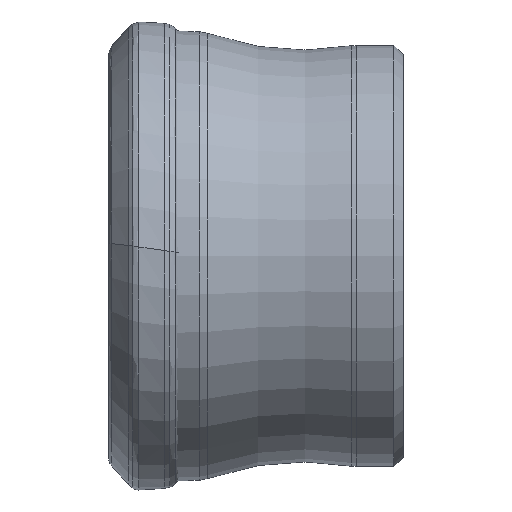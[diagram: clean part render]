
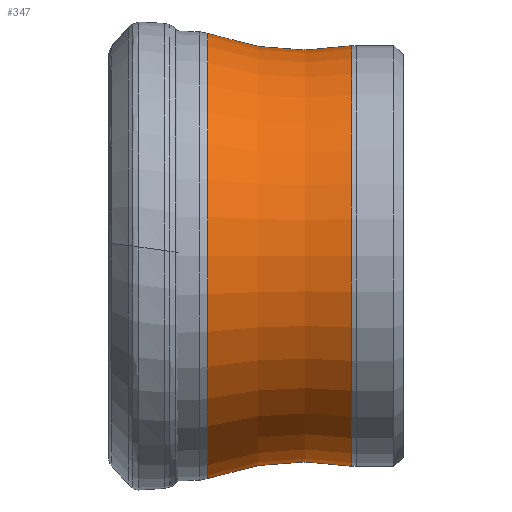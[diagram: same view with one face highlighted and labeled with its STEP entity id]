
A CAD part, top view. The second image highlights one B-rep face of the part: STEP entity #347.
In plain terms, the highlighted toroidal (fillet/blend) face has major radius 104 mm and minor radius 60 mm.
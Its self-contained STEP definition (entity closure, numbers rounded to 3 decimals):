
#75=TOROIDAL_SURFACE('',#1135,104.,60.);
#90=FACE_BOUND('',#502,.T.);
#91=FACE_BOUND('',#503,.T.);
#347=ADVANCED_FACE('',(#90,#91),#75,.F.);
#502=EDGE_LOOP('',(#798));
#503=EDGE_LOOP('',(#799));
#604=CIRCLE('',#1131,44.909);
#606=CIRCLE('',#1134,47.555);
#798=ORIENTED_EDGE('',*,*,#996,.F.);
#799=ORIENTED_EDGE('',*,*,#994,.T.);
#886=VERTEX_POINT('',#2155);
#888=VERTEX_POINT('',#2160);
#994=EDGE_CURVE('',#886,#886,#604,.T.);
#996=EDGE_CURVE('',#888,#888,#606,.T.);
#1131=AXIS2_PLACEMENT_3D('',#2154,#1318,#1319);
#1134=AXIS2_PLACEMENT_3D('',#2159,#1324,#1325);
#1135=AXIS2_PLACEMENT_3D('',#2161,#1326,#1327);
#1318=DIRECTION('',(-1.,0.,0.));
#1319=DIRECTION('',(0.,0.,1.));
#1324=DIRECTION('',(-1.,0.,0.));
#1325=DIRECTION('',(0.,0.,1.));
#1326=DIRECTION('',(-1.,0.,0.));
#1327=DIRECTION('',(0.,0.,1.));
#2154=CARTESIAN_POINT('',(51.959,0.,0.));
#2155=CARTESIAN_POINT('',(51.959,0.,44.909));
#2159=CARTESIAN_POINT('',(21.21,0.,0.));
#2160=CARTESIAN_POINT('',(21.21,0.,47.555));
#2161=CARTESIAN_POINT('',(41.554,0.,0.));
